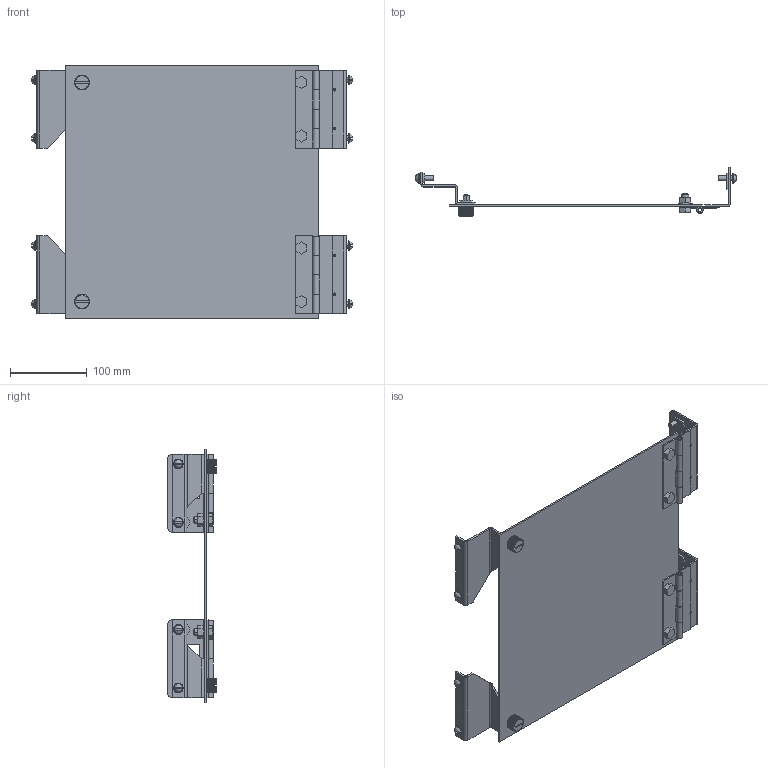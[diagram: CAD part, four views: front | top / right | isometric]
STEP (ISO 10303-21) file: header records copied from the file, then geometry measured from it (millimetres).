
FILE_DESCRIPTION (( 'STEP AP214' ), '1' );
FILE_NAME ('SPB2.STEP', '2019-07-16T11:04:37', ( '' ), ( '' ), 'SwSTEP 2.0', 'SolidWorks 2018', '' );
FILE_SCHEMA (( 'AUTOMOTIVE_DESIGN' ));
Length unit declared in the file: inch
Products named in the file (1): SPB2
Bounding box: 418.93 x 63.5 x 330.2 mm (x, y, z)
Volume: 394740.5 mm3; surface area: 341047.1 mm2
Topology: 47 solids, 47 shells, 1420 faces, 3708 edges, 2424 vertices
Faces by surface type: plane 872, cylinder 438, bspline 60, cone 50
Entity records: 65046 total; most frequent: CARTESIAN_POINT 11535, ORIENTED_EDGE 7416, DIRECTION 6702, EDGE_CURVE 3708, VERTEX_POINT 2424, AXIS2_PLACEMENT_3D 2267, LINE 2168, VECTOR 2168
